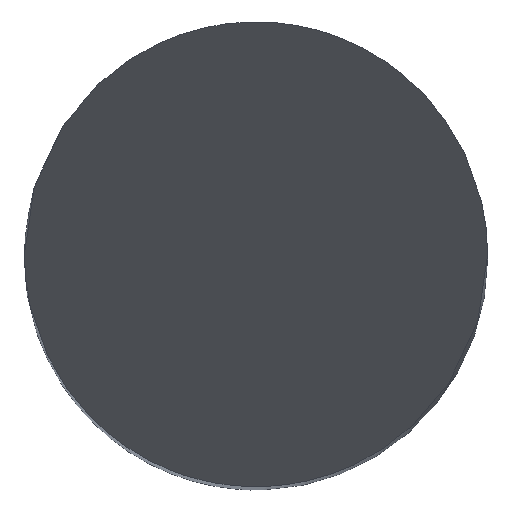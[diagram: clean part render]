
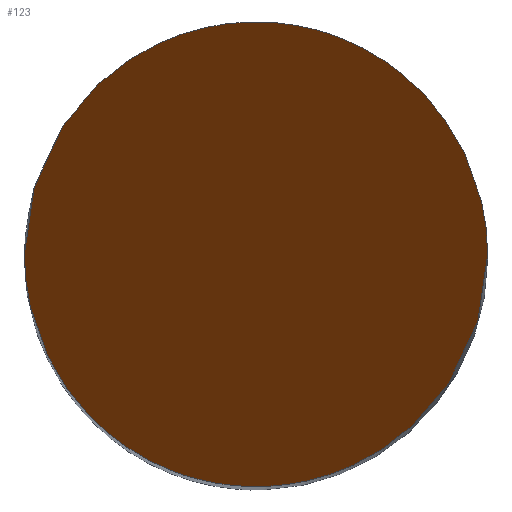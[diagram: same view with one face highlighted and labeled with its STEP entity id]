
A CAD part, top view. The second image highlights one B-rep face of the part: STEP entity #123.
In plain terms, the highlighted planar face has unit normal (0, -0.866, 0.5).
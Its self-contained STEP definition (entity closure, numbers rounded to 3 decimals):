
#47=PLANE('',#590);
#123=ADVANCED_FACE('',(#159),#47,.F.);
#159=FACE_OUTER_BOUND('',#191,.T.);
#191=EDGE_LOOP('',(#270,#271));
#270=ORIENTED_EDGE('',*,*,#449,.F.);
#271=ORIENTED_EDGE('',*,*,#454,.F.);
#399=VERTEX_POINT('',#841);
#400=VERTEX_POINT('',#842);
#449=EDGE_CURVE('',#399,#400,#530,.T.);
#454=EDGE_CURVE('',#400,#399,#531,.T.);
#530=(
BOUNDED_CURVE()
B_SPLINE_CURVE(3,(#837,#838,#839,#840),.UNSPECIFIED.,.F.,.F.)
B_SPLINE_CURVE_WITH_KNOTS((4,4),(0.,1.),.UNSPECIFIED.)
CURVE()
GEOMETRIC_REPRESENTATION_ITEM()
RATIONAL_B_SPLINE_CURVE((1.,0.333,0.333,1.))
REPRESENTATION_ITEM('')
);
#531=(
BOUNDED_CURVE()
B_SPLINE_CURVE(3,(#865,#866,#867,#868),.UNSPECIFIED.,.F.,.F.)
B_SPLINE_CURVE_WITH_KNOTS((4,4),(0.,1.),.UNSPECIFIED.)
CURVE()
GEOMETRIC_REPRESENTATION_ITEM()
RATIONAL_B_SPLINE_CURVE((1.,0.333,0.333,1.))
REPRESENTATION_ITEM('')
);
#590=AXIS2_PLACEMENT_3D('',#886,#670,#671);
#670=DIRECTION('',(0.,0.866,-0.5));
#671=DIRECTION('',(0.,0.5,0.866));
#837=CARTESIAN_POINT('',(-2.,0.,0.));
#838=CARTESIAN_POINT('',(-2.,4.,6.928));
#839=CARTESIAN_POINT('',(2.,4.,6.928));
#840=CARTESIAN_POINT('',(2.,0.,0.));
#841=CARTESIAN_POINT('',(-2.,0.,0.));
#842=CARTESIAN_POINT('',(2.,0.,0.));
#865=CARTESIAN_POINT('',(2.,0.,0.));
#866=CARTESIAN_POINT('',(2.,-4.,-6.928));
#867=CARTESIAN_POINT('',(-2.,-4.,-6.928));
#868=CARTESIAN_POINT('',(-2.,0.,0.));
#886=CARTESIAN_POINT('',(2.,2.,3.464));
